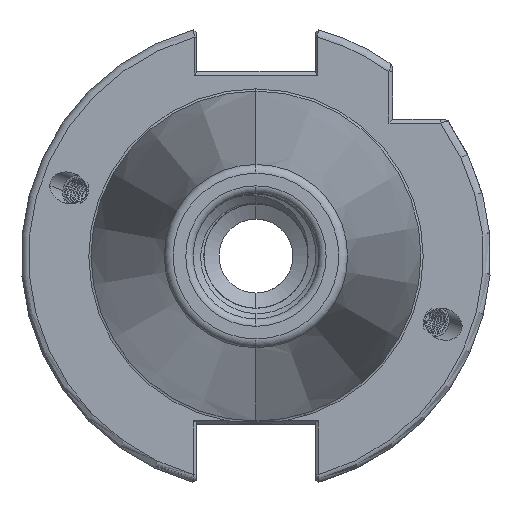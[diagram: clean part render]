
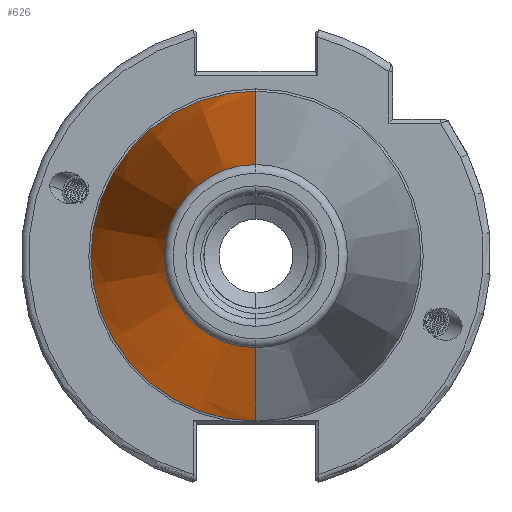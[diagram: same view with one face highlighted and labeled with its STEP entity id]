
A CAD part, left-side view. The second image highlights one B-rep face of the part: STEP entity #626.
In plain terms, the highlighted conical face has half-angle 8.297 degrees and reference radius 22.692 mm.
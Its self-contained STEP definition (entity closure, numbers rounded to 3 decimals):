
#366 = AXIS2_PLACEMENT_3D ( 'NONE', #11117, #11142, #11129 ) ;
#626 = ADVANCED_FACE ( 'NONE', ( #862 ), #948, .T. ) ;
#862 = FACE_OUTER_BOUND ( 'NONE', #20912, .T. ) ;
#948 = CONICAL_SURFACE ( 'NONE', #366, 22.692, 0.145 ) ;
#2136 = CARTESIAN_POINT ( 'NONE',  ( -2.5, 0., -22.327 ) ) ;
#2180 = CARTESIAN_POINT ( 'NONE',  ( -70.573, 0., 12.4 ) ) ;
#2184 = CARTESIAN_POINT ( 'NONE',  ( -2.5, 0., 22.327 ) ) ;
#2217 = CARTESIAN_POINT ( 'NONE',  ( -70.573, 0., -12.4 ) ) ;
#3039 = CIRCLE ( 'NONE', #4250, 12.4 ) ;
#3090 = LINE ( 'NONE', #10378, #3132 ) ;
#3132 = VECTOR ( 'NONE', #10351, 1000. ) ;
#3155 = VECTOR ( 'NONE', #10468, 1000. ) ;
#3171 = CIRCLE ( 'NONE', #4302, 22.327 ) ;
#3183 = LINE ( 'NONE', #10467, #3155 ) ;
#4250 = AXIS2_PLACEMENT_3D ( 'NONE', #9863, #9862, #9884 ) ;
#4302 = AXIS2_PLACEMENT_3D ( 'NONE', #10492, #10530, #10488 ) ;
#5094 = EDGE_CURVE ( 'NONE', #19860, #19810, #3039, .T. ) ;
#5231 = EDGE_CURVE ( 'NONE', #19810, #19858, #3090, .T. ) ;
#5255 = EDGE_CURVE ( 'NONE', #19860, #19796, #3183, .T. ) ;
#5266 = EDGE_CURVE ( 'NONE', #19796, #19858, #3171, .T. ) ;
#9862 = DIRECTION ( 'NONE',  ( 1., 0., 0. ) ) ;
#9863 = CARTESIAN_POINT ( 'NONE',  ( -70.573, 0., 0. ) ) ;
#9884 = DIRECTION ( 'NONE',  ( 0., 0., 1. ) ) ;
#10351 = DIRECTION ( 'NONE',  ( 0.99, 0., 0.144 ) ) ;
#10378 = CARTESIAN_POINT ( 'NONE',  ( 0., 0., 22.692 ) ) ;
#10467 = CARTESIAN_POINT ( 'NONE',  ( 0., 0., -22.692 ) ) ;
#10468 = DIRECTION ( 'NONE',  ( 0.99, 0., -0.144 ) ) ;
#10488 = DIRECTION ( 'NONE',  ( 0., 0., -1. ) ) ;
#10492 = CARTESIAN_POINT ( 'NONE',  ( -2.5, 0., 0. ) ) ;
#10530 = DIRECTION ( 'NONE',  ( 1., 0., 0. ) ) ;
#11117 = CARTESIAN_POINT ( 'NONE',  ( 0., 0., 0. ) ) ;
#11129 = DIRECTION ( 'NONE',  ( 0., 0., -1. ) ) ;
#11142 = DIRECTION ( 'NONE',  ( 1., 0., 0. ) ) ;
#19796 = VERTEX_POINT ( 'NONE', #2136 ) ;
#19810 = VERTEX_POINT ( 'NONE', #2180 ) ;
#19858 = VERTEX_POINT ( 'NONE', #2184 ) ;
#19860 = VERTEX_POINT ( 'NONE', #2217 ) ;
#20562 = ORIENTED_EDGE ( 'NONE', *, *, #5255, .F. ) ;
#20692 = ORIENTED_EDGE ( 'NONE', *, *, #5094, .T. ) ;
#20709 = ORIENTED_EDGE ( 'NONE', *, *, #5266, .F. ) ;
#20778 = ORIENTED_EDGE ( 'NONE', *, *, #5231, .T. ) ;
#20912 = EDGE_LOOP ( 'NONE', ( #20692, #20778, #20709, #20562 ) ) ;
